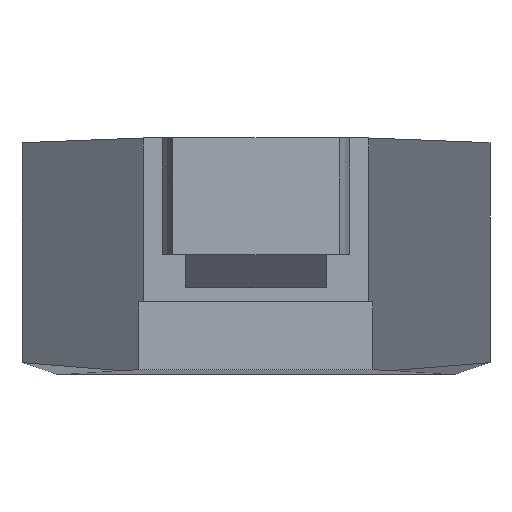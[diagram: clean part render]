
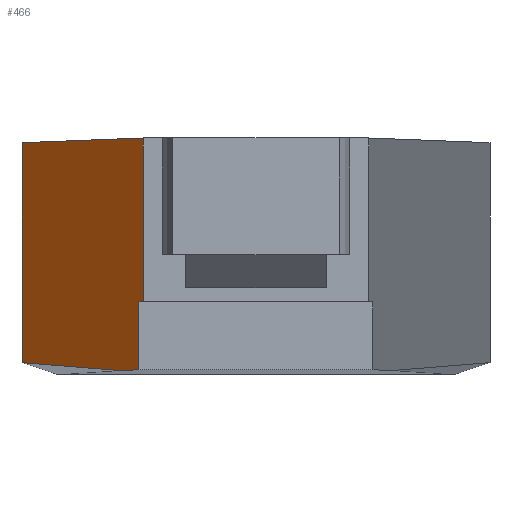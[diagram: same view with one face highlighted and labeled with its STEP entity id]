
A CAD part, top view. The second image highlights one B-rep face of the part: STEP entity #466.
In plain terms, the highlighted planar face has unit normal (-0.999, 0, 0.045).
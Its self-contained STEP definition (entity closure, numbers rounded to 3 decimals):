
#17=PLANE('',#514);
#57=LINE('',#713,#109);
#62=LINE('',#724,#114);
#68=LINE('',#742,#120);
#69=LINE('',#744,#121);
#70=LINE('',#746,#122);
#71=LINE('',#748,#123);
#72=LINE('',#749,#124);
#109=VECTOR('',#578,1000.);
#114=VECTOR('',#585,1000.);
#120=VECTOR('',#599,1000.);
#121=VECTOR('',#600,1000.);
#122=VECTOR('',#601,1000.);
#123=VECTOR('',#602,1000.);
#124=VECTOR('',#603,1000.);
#200=ORIENTED_EDGE('',*,*,#315,.T.);
#201=ORIENTED_EDGE('',*,*,#301,.F.);
#202=ORIENTED_EDGE('',*,*,#316,.T.);
#203=ORIENTED_EDGE('',*,*,#317,.F.);
#204=ORIENTED_EDGE('',*,*,#318,.F.);
#205=ORIENTED_EDGE('',*,*,#306,.F.);
#206=ORIENTED_EDGE('',*,*,#319,.F.);
#301=EDGE_CURVE('',#361,#362,#57,.T.);
#306=EDGE_CURVE('',#366,#367,#62,.T.);
#315=EDGE_CURVE('',#375,#362,#68,.T.);
#316=EDGE_CURVE('',#361,#376,#69,.T.);
#317=EDGE_CURVE('',#377,#376,#70,.T.);
#318=EDGE_CURVE('',#367,#377,#71,.T.);
#319=EDGE_CURVE('',#375,#366,#72,.T.);
#361=VERTEX_POINT('',#712);
#362=VERTEX_POINT('',#714);
#366=VERTEX_POINT('',#723);
#367=VERTEX_POINT('',#725);
#375=VERTEX_POINT('',#743);
#376=VERTEX_POINT('',#745);
#377=VERTEX_POINT('',#747);
#403=EDGE_LOOP('',(#200,#201,#202,#203,#204,#205,#206));
#433=FACE_BOUND('',#403,.T.);
#466=ADVANCED_FACE('',(#433),#17,.T.);
#514=AXIS2_PLACEMENT_3D('',#741,#597,#598);
#578=DIRECTION('',(-0.045,0.,-0.999));
#585=DIRECTION('',(0.045,0.,0.999));
#597=DIRECTION('',(-0.999,0.,0.045));
#598=DIRECTION('',(0.045,0.,0.999));
#599=DIRECTION('',(0.045,-0.005,0.999));
#600=DIRECTION('',(0.,1.,0.));
#601=DIRECTION('',(-0.045,0.,-0.999));
#602=DIRECTION('',(0.,-1.,0.));
#603=DIRECTION('',(0.,1.,0.));
#712=CARTESIAN_POINT('',(319.,4.2,32.9));
#713=CARTESIAN_POINT('',(318.167,4.2,14.325));
#714=CARTESIAN_POINT('',(317.333,4.2,-4.25));
#723=CARTESIAN_POINT('',(309.,24.,-190.));
#724=CARTESIAN_POINT('',(314.179,24.,-74.55));
#725=CARTESIAN_POINT('',(319.359,24.,40.9));
#741=CARTESIAN_POINT('',(309.,4.199,-190.001));
#742=CARTESIAN_POINT('',(313.167,4.7,-97.125));
#743=CARTESIAN_POINT('',(309.,5.2,-190.));
#744=CARTESIAN_POINT('',(319.,7.1,32.9));
#745=CARTESIAN_POINT('',(319.,10.,32.9));
#746=CARTESIAN_POINT('',(319.179,10.,36.9));
#747=CARTESIAN_POINT('',(319.359,10.,40.9));
#748=CARTESIAN_POINT('',(319.359,17.,40.9));
#749=CARTESIAN_POINT('',(309.,14.6,-190.));
